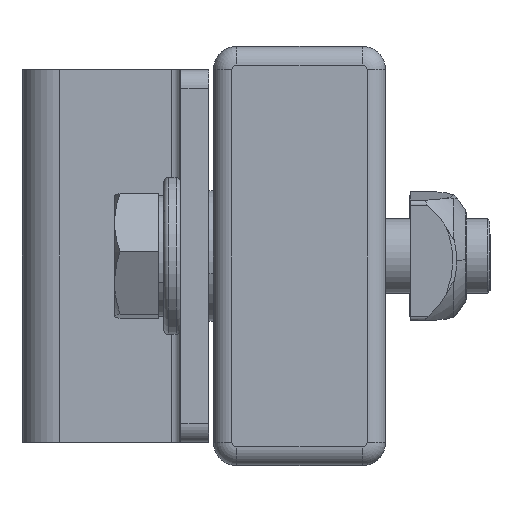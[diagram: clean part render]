
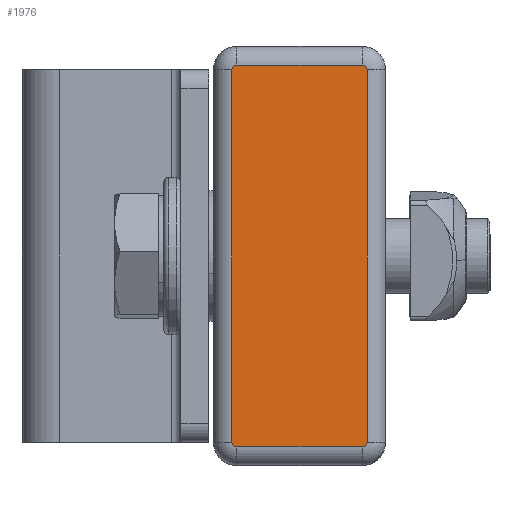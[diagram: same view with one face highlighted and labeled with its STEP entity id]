
A CAD part, left-side view. The second image highlights one B-rep face of the part: STEP entity #1976.
In plain terms, the highlighted face is planar.
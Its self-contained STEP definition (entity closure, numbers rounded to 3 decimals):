
#106 = CIRCLE ( 'NONE', #4328, 0.5 ) ;
#171 = VERTEX_POINT ( 'NONE', #6210 ) ;
#226 = CARTESIAN_POINT ( 'NONE',  ( 7.25, 0., 20. ) ) ;
#345 = CARTESIAN_POINT ( 'NONE',  ( -6.75, 0., -20. ) ) ;
#429 = CARTESIAN_POINT ( 'NONE',  ( -6.75, 0., 20. ) ) ;
#617 = VERTEX_POINT ( 'NONE', #5692 ) ;
#859 = EDGE_CURVE ( 'NONE', #617, #5566, #7868, .T. ) ;
#876 = DIRECTION ( 'NONE',  ( -1., 0., 0. ) ) ;
#947 = EDGE_LOOP ( 'NONE', ( #3746, #2412, #4835, #2087, #5995, #4245, #5231, #1084 ) ) ;
#983 = DIRECTION ( 'NONE',  ( 0., 0., -1. ) ) ;
#1061 = DIRECTION ( 'NONE',  ( 0., 0., -1. ) ) ;
#1084 = ORIENTED_EDGE ( 'NONE', *, *, #3529, .T. ) ;
#1203 = VERTEX_POINT ( 'NONE', #5784 ) ;
#1445 = CARTESIAN_POINT ( 'NONE',  ( -9.25, 0., 20.5 ) ) ;
#1513 = EDGE_CURVE ( 'NONE', #171, #1203, #3022, .T. ) ;
#1616 = CIRCLE ( 'NONE', #3396, 0.5 ) ;
#1634 = CARTESIAN_POINT ( 'NONE',  ( -7.25, 0., -20. ) ) ;
#1976 = ADVANCED_FACE ( 'NONE', ( #3949 ), #6902, .T. ) ;
#2013 = AXIS2_PLACEMENT_3D ( 'NONE', #345, #4615, #983 ) ;
#2039 = VERTEX_POINT ( 'NONE', #3799 ) ;
#2072 = DIRECTION ( 'NONE',  ( 0., -1., 0. ) ) ;
#2087 = ORIENTED_EDGE ( 'NONE', *, *, #7707, .T. ) ;
#2114 = VECTOR ( 'NONE', #4055, 1000. ) ;
#2254 = LINE ( 'NONE', #5868, #3836 ) ;
#2263 = CIRCLE ( 'NONE', #2013, 0.5 ) ;
#2412 = ORIENTED_EDGE ( 'NONE', *, *, #1513, .T. ) ;
#2599 = DIRECTION ( 'NONE',  ( 0., 1., 0. ) ) ;
#2934 = EDGE_CURVE ( 'NONE', #4103, #4019, #2263, .T. ) ;
#3022 = LINE ( 'NONE', #1445, #7665 ) ;
#3265 = CARTESIAN_POINT ( 'NONE',  ( -9.25, 0., -22.5 ) ) ;
#3396 = AXIS2_PLACEMENT_3D ( 'NONE', #6197, #2599, #6806 ) ;
#3400 = CARTESIAN_POINT ( 'NONE',  ( 6.75, 0., -20.5 ) ) ;
#3486 = CARTESIAN_POINT ( 'NONE',  ( 6.75, 0., -20. ) ) ;
#3529 = EDGE_CURVE ( 'NONE', #617, #5094, #2254, .T. ) ;
#3746 = ORIENTED_EDGE ( 'NONE', *, *, #6678, .F. ) ;
#3799 = CARTESIAN_POINT ( 'NONE',  ( -7.25, 0., 20. ) ) ;
#3836 = VECTOR ( 'NONE', #6493, 1000. ) ;
#3949 = FACE_OUTER_BOUND ( 'NONE', #947, .T. ) ;
#4019 = VERTEX_POINT ( 'NONE', #1634 ) ;
#4055 = DIRECTION ( 'NONE',  ( 1., 0., 0. ) ) ;
#4103 = VERTEX_POINT ( 'NONE', #5924 ) ;
#4245 = ORIENTED_EDGE ( 'NONE', *, *, #5616, .T. ) ;
#4248 = VECTOR ( 'NONE', #4640, 1000. ) ;
#4260 = AXIS2_PLACEMENT_3D ( 'NONE', #3486, #7733, #5315 ) ;
#4328 = AXIS2_PLACEMENT_3D ( 'NONE', #429, #4687, #1061 ) ;
#4612 = EDGE_CURVE ( 'NONE', #2039, #1203, #106, .T. ) ;
#4615 = DIRECTION ( 'NONE',  ( 0., 1., 0. ) ) ;
#4640 = DIRECTION ( 'NONE',  ( 0., 0., -1. ) ) ;
#4687 = DIRECTION ( 'NONE',  ( 0., 1., 0. ) ) ;
#4835 = ORIENTED_EDGE ( 'NONE', *, *, #4612, .F. ) ;
#5094 = VERTEX_POINT ( 'NONE', #226 ) ;
#5231 = ORIENTED_EDGE ( 'NONE', *, *, #859, .F. ) ;
#5315 = DIRECTION ( 'NONE',  ( 0., 0., -1. ) ) ;
#5566 = VERTEX_POINT ( 'NONE', #3400 ) ;
#5616 = EDGE_CURVE ( 'NONE', #4103, #5566, #6929, .T. ) ;
#5673 = DIRECTION ( 'NONE',  ( 0., 0., -1. ) ) ;
#5692 = CARTESIAN_POINT ( 'NONE',  ( 7.25, 0., -20. ) ) ;
#5784 = CARTESIAN_POINT ( 'NONE',  ( -6.75, 0., 20.5 ) ) ;
#5868 = CARTESIAN_POINT ( 'NONE',  ( 7.25, 0., 22.5 ) ) ;
#5924 = CARTESIAN_POINT ( 'NONE',  ( -6.75, 0., -20.5 ) ) ;
#5995 = ORIENTED_EDGE ( 'NONE', *, *, #2934, .F. ) ;
#6051 = LINE ( 'NONE', #6446, #4248 ) ;
#6197 = CARTESIAN_POINT ( 'NONE',  ( 6.75, 0., 20. ) ) ;
#6210 = CARTESIAN_POINT ( 'NONE',  ( 6.75, 0., 20.5 ) ) ;
#6262 = AXIS2_PLACEMENT_3D ( 'NONE', #3265, #2072, #5673 ) ;
#6446 = CARTESIAN_POINT ( 'NONE',  ( -7.25, 0., -22.5 ) ) ;
#6493 = DIRECTION ( 'NONE',  ( 0., 0., 1. ) ) ;
#6678 = EDGE_CURVE ( 'NONE', #171, #5094, #1616, .T. ) ;
#6806 = DIRECTION ( 'NONE',  ( 0., 0., -1. ) ) ;
#6902 = PLANE ( 'NONE',  #6262 ) ;
#6929 = LINE ( 'NONE', #7670, #2114 ) ;
#7665 = VECTOR ( 'NONE', #876, 1000. ) ;
#7670 = CARTESIAN_POINT ( 'NONE',  ( 9.25, 0., -20.5 ) ) ;
#7707 = EDGE_CURVE ( 'NONE', #2039, #4019, #6051, .T. ) ;
#7733 = DIRECTION ( 'NONE',  ( 0., 1., 0. ) ) ;
#7868 = CIRCLE ( 'NONE', #4260, 0.5 ) ;
